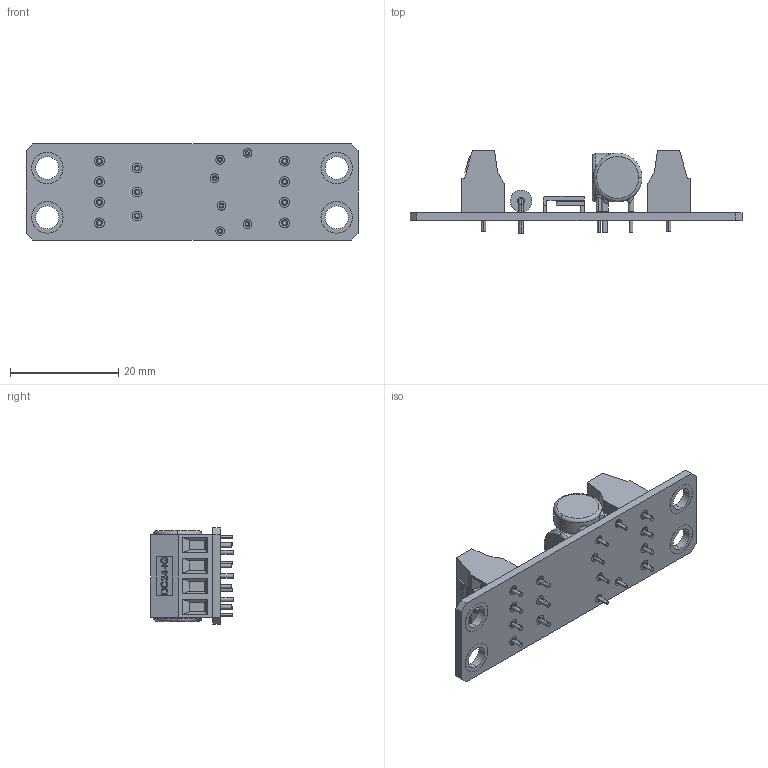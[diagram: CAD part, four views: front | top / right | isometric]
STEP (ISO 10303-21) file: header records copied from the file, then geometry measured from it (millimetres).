
FILE_DESCRIPTION (( 'STEP AP214' ), '1' );
FILE_NAME ('IX-10DC24-IG.STEP', '2019-07-30T21:44:24', ( '' ), ( '' ), 'SwSTEP 2.0', 'SolidWorks 2019', '' );
FILE_SCHEMA (( 'AUTOMOTIVE_DESIGN' ));
Length unit declared in the file: inch
Products named in the file (9): 3004-0033; 2200-5041; 3002-0051; 3001-0033; 7020-3179; 4028-0087; IX-10DC24-IG
Assembly tree (10 placements, depth 2):
  IX-10DC24-IG
    4028-0087
    3004-0033  x2
    3001-0033
    2200-5041  x2
    7020-3179
    3002-0051
    3002-0051
    3002-0051
Bounding box: 61.47 x 15.26 x 17.78 mm (x, y, z)
Volume: 4653.1 mm3; surface area: 5257.3 mm2
Topology: 10 solids, 10 shells, 2167 faces, 5636 edges, 3740 vertices
Faces by surface type: plane 1406, bspline 488, cylinder 245, torus 28
Entity records: 112469 total; most frequent: CARTESIAN_POINT 40370, ORIENTED_EDGE 10786, DIRECTION 8107, EDGE_CURVE 5393, VECTOR 3877, LINE 3877, VERTEX_POINT 3578, EDGE_LOOP 2347
